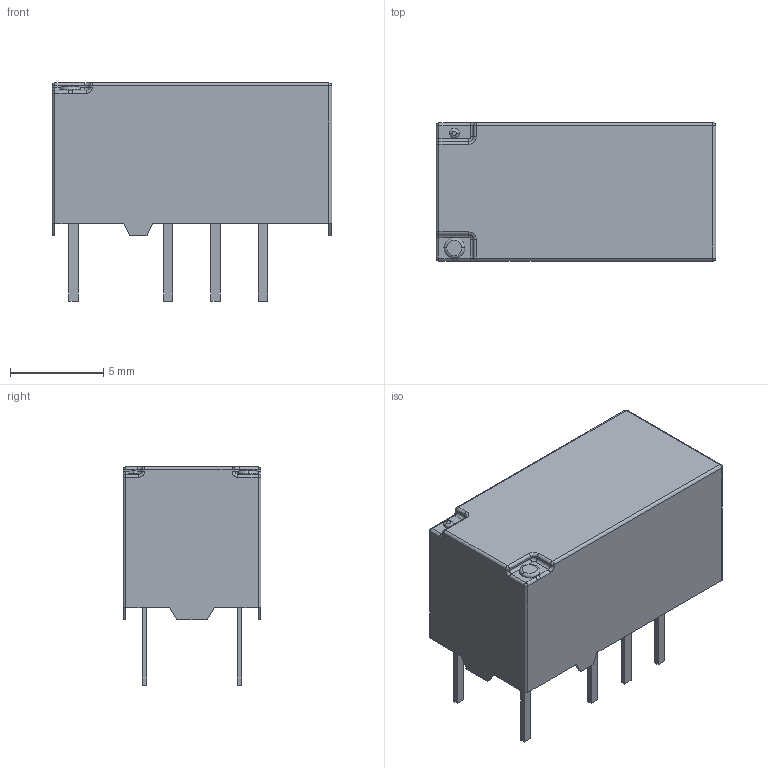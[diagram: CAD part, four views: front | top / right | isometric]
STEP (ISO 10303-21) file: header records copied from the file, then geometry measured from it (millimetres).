
FILE_DESCRIPTION(('FreeCAD Model'),'2;1');
FILE_NAME('Open CASCADE Shape Model','2023-11-03T13:30:21',('Author'),( ''),'Open CASCADE STEP processor 7.6','FreeCAD','Unknown');
FILE_SCHEMA(('AUTOMOTIVE_DESIGN { 1 0 10303 214 1 1 1 1 }'));
Length unit declared in the file: millimetre
Products named in the file (2): RELAY-TH_PANASONIC_TX2-XXX; SOLID
Assembly tree (1 placements, depth 2):
  RELAY-TH_PANASONIC_TX2-XXX
    SOLID
Bounding box: 15.01 x 7.4 x 11.7 mm (x, y, z)
Volume: 840.8 mm3; surface area: 614.1 mm2
Topology: 1 solids, 1 shells, 346 faces, 910 edges, 586 vertices
Faces by surface type: plane 196, bspline 99, cylinder 31, torus 8, sphere 8, revolution 4
Entity records: 13514 total; most frequent: CARTESIAN_POINT 3187, ORIENTED_EDGE 1804, DIRECTION 1275, EDGE_CURVE 902, LINE 621, VECTOR 621, VERTEX_POINT 586, FACE_BOUND 374
